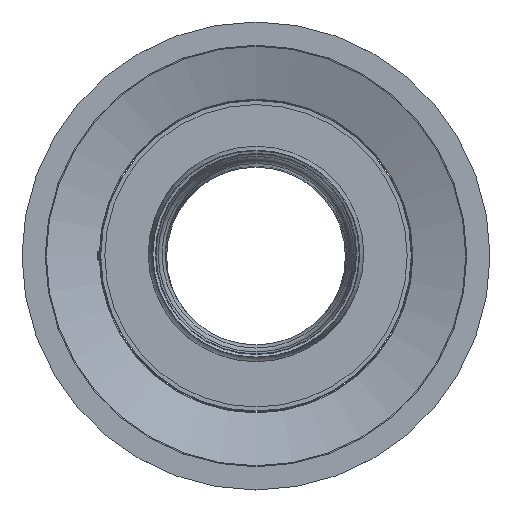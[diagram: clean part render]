
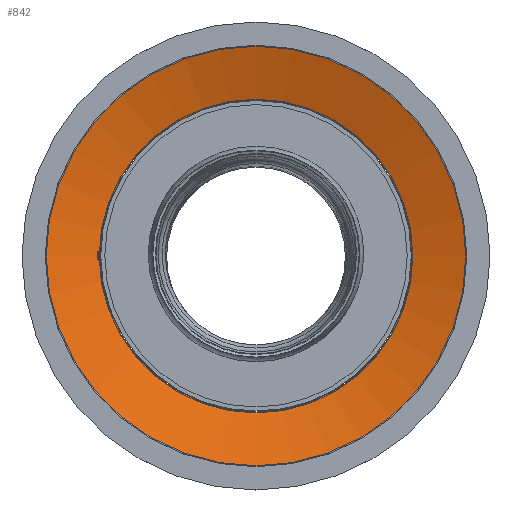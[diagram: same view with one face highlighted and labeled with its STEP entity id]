
A CAD part, top view. The second image highlights one B-rep face of the part: STEP entity #842.
In plain terms, the highlighted conical face has half-angle 71.595 degrees and reference radius 1289.48 mm.
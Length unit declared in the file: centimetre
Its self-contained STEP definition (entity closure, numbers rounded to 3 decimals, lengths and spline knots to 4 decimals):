
#25=CONICAL_SURFACE('',#936,128.9483,1.25);
#129=FACE_OUTER_BOUND('',#194,.T.);
#194=EDGE_LOOP('',(#644,#645,#646,#647,#648));
#243=LINE('',#1567,#270);
#270=VECTOR('',#1146,128.9483);
#313=CIRCLE('',#932,147.9222);
#314=CIRCLE('',#933,147.9222);
#317=CIRCLE('',#937,109.9744);
#399=VERTEX_POINT('',#1558);
#400=VERTEX_POINT('',#1559);
#402=VERTEX_POINT('',#1566);
#486=EDGE_CURVE('',#399,#400,#313,.T.);
#487=EDGE_CURVE('',#400,#399,#314,.T.);
#490=EDGE_CURVE('',#399,#402,#243,.T.);
#491=EDGE_CURVE('',#402,#402,#317,.T.);
#644=ORIENTED_EDGE('',*,*,#486,.T.);
#645=ORIENTED_EDGE('',*,*,#487,.T.);
#646=ORIENTED_EDGE('',*,*,#490,.T.);
#647=ORIENTED_EDGE('',*,*,#491,.F.);
#648=ORIENTED_EDGE('',*,*,#490,.F.);
#842=ADVANCED_FACE('',(#129),#25,.F.);
#932=AXIS2_PLACEMENT_3D('',#1560,#1136,#1137);
#933=AXIS2_PLACEMENT_3D('',#1561,#1138,#1139);
#936=AXIS2_PLACEMENT_3D('',#1565,#1144,#1145);
#937=AXIS2_PLACEMENT_3D('',#1568,#1147,#1148);
#1136=DIRECTION('center_axis',(0.,0.,
1.));
#1137=DIRECTION('ref_axis',(0.,1.,0.));
#1138=DIRECTION('center_axis',(0.,0.,
1.));
#1139=DIRECTION('ref_axis',(0.,1.,0.));
#1144=DIRECTION('center_axis',(0.,0.,
1.));
#1145=DIRECTION('ref_axis',(0.,1.,0.));
#1146=DIRECTION('',(0.,0.949,-0.316));
#1147=DIRECTION('center_axis',(0.,0.,
1.));
#1148=DIRECTION('ref_axis',(0.,1.,0.));
#1558=CARTESIAN_POINT('',(0.,-147.9222,231.8926));
#1559=CARTESIAN_POINT('',(-147.9222,0.,231.8926));
#1560=CARTESIAN_POINT('Origin',(0.,0.,231.8926));
#1561=CARTESIAN_POINT('Origin',(0.,0.,231.8926));
#1565=CARTESIAN_POINT('Origin',(0.,0.,225.5791));
#1566=CARTESIAN_POINT('',(0.,-109.9744,219.2657));
#1567=CARTESIAN_POINT('',(0.,-128.9483,225.5791));
#1568=CARTESIAN_POINT('Origin',(0.,0.,219.2657));
